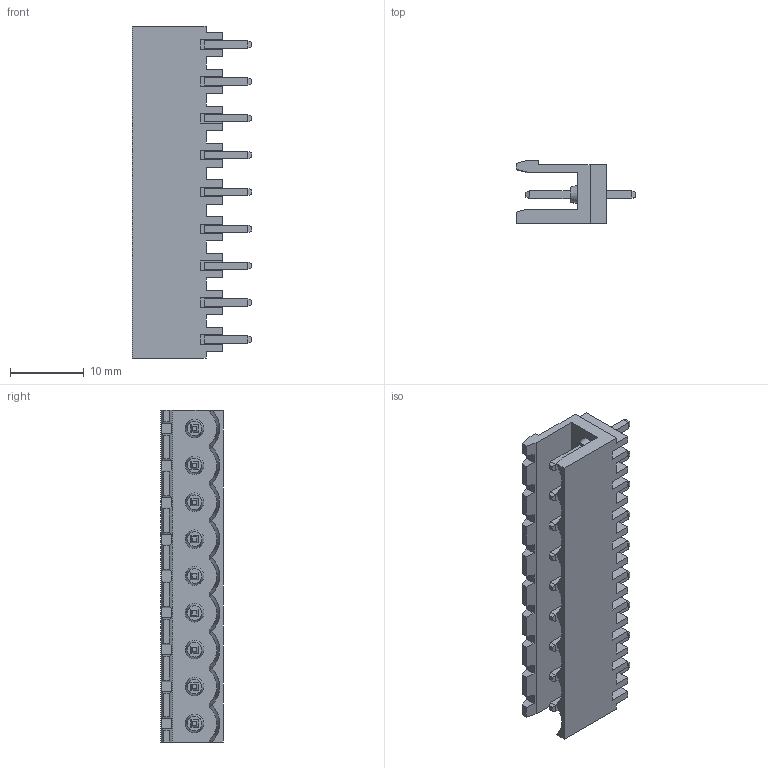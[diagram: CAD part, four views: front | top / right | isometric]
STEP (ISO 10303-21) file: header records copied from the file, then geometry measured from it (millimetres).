
FILE_DESCRIPTION(('STEP AP214'),'1');
FILE_NAME('PV09-5-V.stp','2021-03-31T15:20:03',(' '),(' '),'Spatial InterOp 3D',' ',' ');
FILE_SCHEMA(('automotive_design'));
Length unit declared in the file: metre
Products named in the file (1): 1
Bounding box: 16.2 x 8.5 x 45 mm (x, y, z)
Volume: 1940.4 mm3; surface area: 3716.1 mm2
Topology: 1 solids, 1 shells, 480 faces, 1218 edges, 779 vertices
Faces by surface type: plane 448, cone 18, cylinder 13, extrusion 1
Entity records: 17823 total; most frequent: CARTESIAN_POINT 2523, ORIENTED_EDGE 2400, DIRECTION 2194, EDGE_CURVE 1200, VECTOR 1128, LINE 1127, VERTEX_POINT 770, AXIS2_PLACEMENT_3D 533
